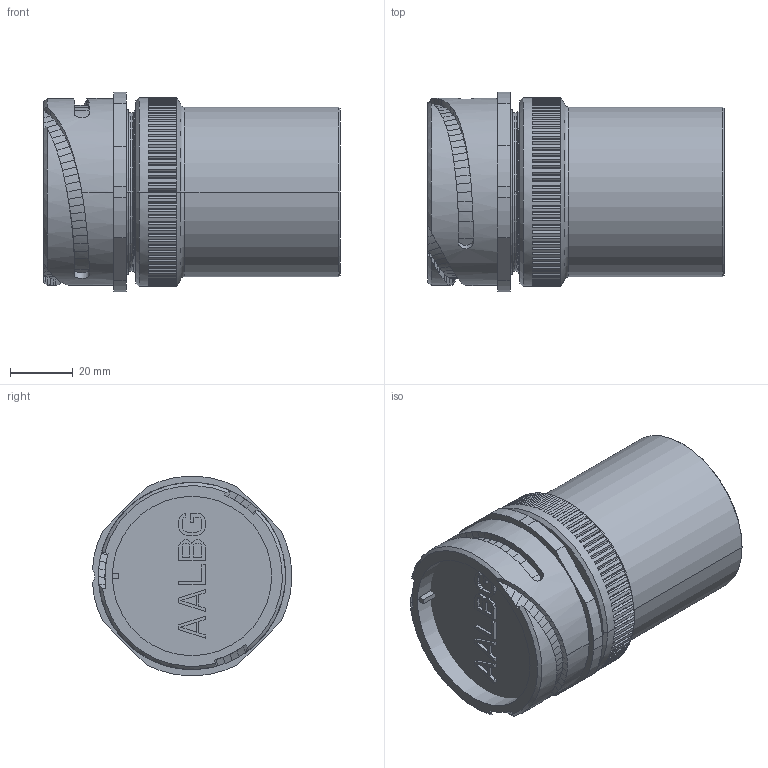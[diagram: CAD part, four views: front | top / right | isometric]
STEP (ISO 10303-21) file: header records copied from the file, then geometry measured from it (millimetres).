
FILE_DESCRIPTION((''),'2;1');
FILE_NAME('VG95234_3101PGPM-36_SW0001','2023-03-22T12:52:28',('paultorloting'),('NET AG system integration'),'CREO PARAMETRIC BY PTC INC, 2021404','CREO PARAMETRIC BY PTC INC, 2021404','');
FILE_SCHEMA(('AUTOMOTIVE_DESIGN { 1 0 10303 214 1 1 1 1 }'));
Length unit declared in the file: millimetre
Products named in the file (1): VG95234_3101PGPM-36_SW0001
Bounding box: 94.31 x 63.48 x 63.5 mm (x, y, z)
Volume: 200762.8 mm3; surface area: 39394 mm2
Topology: 1 solids, 2 shells, 922 faces, 2343 edges, 1451 vertices
Faces by surface type: plane 633, bspline 214, cylinder 50, cone 19, torus 6
Entity records: 37414 total; most frequent: CARTESIAN_POINT 11319, ORIENTED_EDGE 4686, DIRECTION 3789, EDGE_CURVE 2343, VECTOR 1604, LINE 1604, VERTEX_POINT 1451, AXIS2_PLACEMENT_3D 1091
